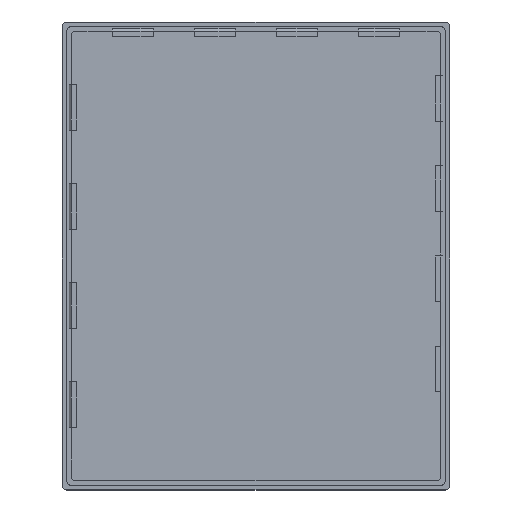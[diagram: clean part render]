
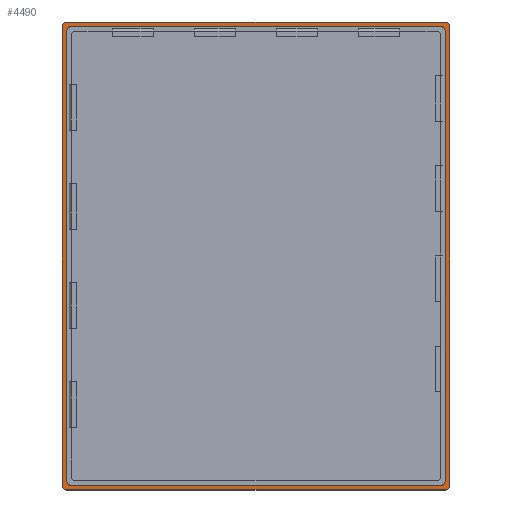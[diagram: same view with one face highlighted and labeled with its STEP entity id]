
A CAD part, top view. The second image highlights one B-rep face of the part: STEP entity #4490.
In plain terms, the highlighted planar face has unit normal (0, 0, 1).
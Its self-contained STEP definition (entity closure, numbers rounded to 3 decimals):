
#20=FACE_BOUND('',#686,.T.);
#25=CIRCLE('',#4560,1.);
#30=CIRCLE('',#4568,1.);
#37=CIRCLE('',#4582,1.);
#38=CIRCLE('',#4585,1.);
#40=CIRCLE('',#4588,1.);
#41=CIRCLE('',#4591,1.);
#43=CIRCLE('',#4597,1.);
#45=CIRCLE('',#4600,1.);
#212=PLANE('',#4698);
#446=FACE_OUTER_BOUND('',#685,.T.);
#685=EDGE_LOOP('',(#4132,#4133,#4134,#4135,#4136,#4137,#4138,#4139));
#686=EDGE_LOOP('',(#4140,#4141,#4142,#4143,#4144,#4145,#4146,#4147));
#894=LINE('',#7368,#1393);
#899=LINE('',#7383,#1398);
#961=LINE('',#7522,#1460);
#967=LINE('',#7539,#1466);
#970=LINE('',#7548,#1469);
#978=LINE('',#7571,#1477);
#1186=LINE('',#7982,#1685);
#1187=LINE('',#7984,#1686);
#1393=VECTOR('',#5023,10.);
#1398=VECTOR('',#5036,10.);
#1460=VECTOR('',#5126,10.);
#1466=VECTOR('',#5144,10.);
#1469=VECTOR('',#5153,10.);
#1477=VECTOR('',#5179,10.);
#1685=VECTOR('',#5577,10.);
#1686=VECTOR('',#5580,10.);
#2043=VERTEX_POINT('',#7346);
#2044=VERTEX_POINT('',#7348);
#2051=VERTEX_POINT('',#7366);
#2054=VERTEX_POINT('',#7373);
#2055=VERTEX_POINT('',#7375);
#2057=VERTEX_POINT('',#7381);
#2119=VERTEX_POINT('',#7516);
#2120=VERTEX_POINT('',#7518);
#2121=VERTEX_POINT('',#7525);
#2123=VERTEX_POINT('',#7531);
#2125=VERTEX_POINT('',#7537);
#2126=VERTEX_POINT('',#7541);
#2127=VERTEX_POINT('',#7543);
#2128=VERTEX_POINT('',#7547);
#2132=VERTEX_POINT('',#7561);
#2134=VERTEX_POINT('',#7567);
#2571=EDGE_CURVE('',#2044,#2043,#25,.T.);
#2581=EDGE_CURVE('',#2051,#2043,#894,.T.);
#2584=EDGE_CURVE('',#2055,#2054,#30,.F.);
#2588=EDGE_CURVE('',#2054,#2057,#899,.T.);
#2655=EDGE_CURVE('',#2120,#2119,#37,.F.);
#2657=EDGE_CURVE('',#2119,#2055,#961,.T.);
#2660=EDGE_CURVE('',#2051,#2121,#38,.T.);
#2663=EDGE_CURVE('',#2057,#2123,#40,.F.);
#2666=EDGE_CURVE('',#2123,#2125,#967,.T.);
#2668=EDGE_CURVE('',#2127,#2126,#41,.T.);
#2670=EDGE_CURVE('',#2127,#2128,#970,.T.);
#2677=EDGE_CURVE('',#2132,#2128,#43,.T.);
#2681=EDGE_CURVE('',#2125,#2134,#45,.F.);
#2682=EDGE_CURVE('',#2134,#2120,#978,.T.);
#2890=EDGE_CURVE('',#2132,#2121,#1186,.T.);
#2891=EDGE_CURVE('',#2044,#2126,#1187,.T.);
#4132=ORIENTED_EDGE('',*,*,#2571,.T.);
#4133=ORIENTED_EDGE('',*,*,#2581,.F.);
#4134=ORIENTED_EDGE('',*,*,#2660,.T.);
#4135=ORIENTED_EDGE('',*,*,#2890,.F.);
#4136=ORIENTED_EDGE('',*,*,#2677,.T.);
#4137=ORIENTED_EDGE('',*,*,#2670,.F.);
#4138=ORIENTED_EDGE('',*,*,#2668,.T.);
#4139=ORIENTED_EDGE('',*,*,#2891,.F.);
#4140=ORIENTED_EDGE('',*,*,#2663,.T.);
#4141=ORIENTED_EDGE('',*,*,#2666,.T.);
#4142=ORIENTED_EDGE('',*,*,#2681,.T.);
#4143=ORIENTED_EDGE('',*,*,#2682,.T.);
#4144=ORIENTED_EDGE('',*,*,#2655,.T.);
#4145=ORIENTED_EDGE('',*,*,#2657,.T.);
#4146=ORIENTED_EDGE('',*,*,#2584,.T.);
#4147=ORIENTED_EDGE('',*,*,#2588,.T.);
#4490=ADVANCED_FACE('',(#446,#20),#212,.F.);
#4560=AXIS2_PLACEMENT_3D('',#7349,#5005,#5006);
#4568=AXIS2_PLACEMENT_3D('',#7376,#5029,#5030);
#4582=AXIS2_PLACEMENT_3D('',#7519,#5121,#5122);
#4585=AXIS2_PLACEMENT_3D('',#7527,#5131,#5132);
#4588=AXIS2_PLACEMENT_3D('',#7533,#5138,#5139);
#4591=AXIS2_PLACEMENT_3D('',#7544,#5148,#5149);
#4597=AXIS2_PLACEMENT_3D('',#7562,#5167,#5168);
#4600=AXIS2_PLACEMENT_3D('',#7569,#5175,#5176);
#4698=AXIS2_PLACEMENT_3D('',#7985,#5581,#5582);
#5005=DIRECTION('center_axis',(0.,0.,1.));
#5006=DIRECTION('ref_axis',(0.707,0.707,0.));
#5023=DIRECTION('',(1.,0.,0.));
#5029=DIRECTION('center_axis',(0.,0.,1.));
#5030=DIRECTION('ref_axis',(0.707,0.707,0.));
#5036=DIRECTION('',(0.,-1.,0.));
#5121=DIRECTION('center_axis',(0.,0.,1.));
#5122=DIRECTION('ref_axis',(-0.707,0.707,0.));
#5126=DIRECTION('',(1.,0.,0.));
#5131=DIRECTION('center_axis',(0.,0.,1.));
#5132=DIRECTION('ref_axis',(-0.707,0.707,0.));
#5138=DIRECTION('center_axis',(0.,0.,1.));
#5139=DIRECTION('ref_axis',(0.707,-0.707,0.));
#5144=DIRECTION('',(-1.,0.,0.));
#5148=DIRECTION('center_axis',(0.,0.,1.));
#5149=DIRECTION('ref_axis',(0.707,-0.707,0.));
#5153=DIRECTION('',(-1.,0.,0.));
#5167=DIRECTION('center_axis',(0.,0.,1.));
#5168=DIRECTION('ref_axis',(-0.707,-0.707,0.));
#5175=DIRECTION('center_axis',(0.,0.,1.));
#5176=DIRECTION('ref_axis',(-0.707,-0.707,0.));
#5179=DIRECTION('',(0.,1.,0.));
#5577=DIRECTION('',(0.,1.,0.));
#5580=DIRECTION('',(0.,-1.,0.));
#5581=DIRECTION('center_axis',(0.,0.,-1.));
#5582=DIRECTION('ref_axis',(1.,0.,0.));
#7346=CARTESIAN_POINT('',(-12.7,99.54,1.));
#7348=CARTESIAN_POINT('',(-11.7,98.54,1.));
#7349=CARTESIAN_POINT('Origin',(-12.7,98.54,1.));
#7366=CARTESIAN_POINT('',(-95.88,99.54,1.));
#7368=CARTESIAN_POINT('',(-96.88,99.54,1.));
#7373=CARTESIAN_POINT('',(-12.7,97.54,1.));
#7375=CARTESIAN_POINT('',(-13.7,98.54,1.));
#7376=CARTESIAN_POINT('Origin',(-13.7,97.54,1.));
#7381=CARTESIAN_POINT('',(-12.7,-1.3,1.));
#7383=CARTESIAN_POINT('',(-12.7,73.33,1.));
#7516=CARTESIAN_POINT('',(-94.88,98.54,1.));
#7518=CARTESIAN_POINT('',(-95.88,97.54,1.));
#7519=CARTESIAN_POINT('Origin',(-94.88,97.54,1.));
#7522=CARTESIAN_POINT('',(-75.085,98.54,1.));
#7525=CARTESIAN_POINT('',(-96.88,98.54,1.));
#7527=CARTESIAN_POINT('Origin',(-95.88,98.54,1.));
#7531=CARTESIAN_POINT('',(-13.7,-2.3,1.));
#7533=CARTESIAN_POINT('Origin',(-13.7,-1.3,1.));
#7537=CARTESIAN_POINT('',(-94.88,-2.3,1.));
#7539=CARTESIAN_POINT('',(-33.495,-2.3,1.));
#7541=CARTESIAN_POINT('',(-11.7,-2.3,1.));
#7543=CARTESIAN_POINT('',(-12.7,-3.3,1.));
#7544=CARTESIAN_POINT('Origin',(-12.7,-2.3,1.));
#7547=CARTESIAN_POINT('',(-95.88,-3.3,1.));
#7548=CARTESIAN_POINT('',(-11.7,-3.3,1.));
#7561=CARTESIAN_POINT('',(-96.88,-2.3,1.));
#7562=CARTESIAN_POINT('Origin',(-95.88,-2.3,1.));
#7567=CARTESIAN_POINT('',(-95.88,-1.3,1.));
#7569=CARTESIAN_POINT('Origin',(-94.88,-1.3,1.));
#7571=CARTESIAN_POINT('',(-95.88,22.91,1.));
#7982=CARTESIAN_POINT('',(-96.88,-3.3,1.));
#7984=CARTESIAN_POINT('',(-11.7,99.54,1.));
#7985=CARTESIAN_POINT('Origin',(-54.29,48.12,1.));
